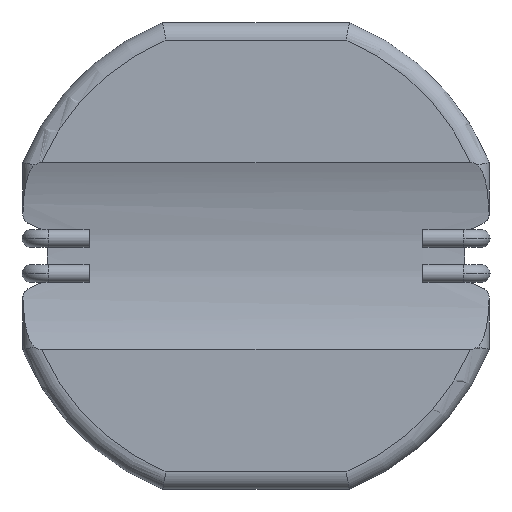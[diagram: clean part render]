
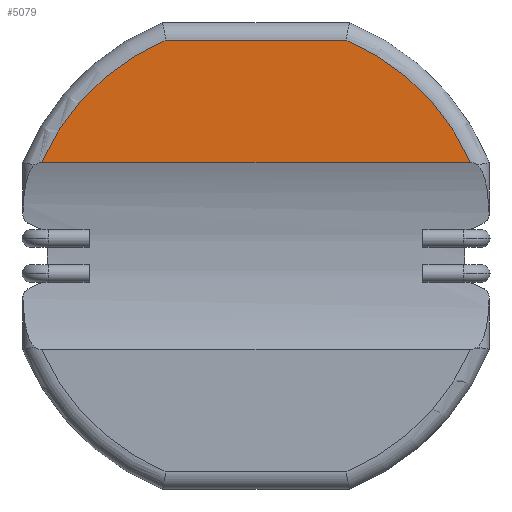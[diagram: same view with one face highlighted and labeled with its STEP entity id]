
A CAD part, front view. The second image highlights one B-rep face of the part: STEP entity #5079.
In plain terms, the highlighted planar face has unit normal (0, -1, 0).
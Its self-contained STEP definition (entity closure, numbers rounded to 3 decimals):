
#48 = EDGE_CURVE ( 'NONE', #4082, #7617, #5036, .T. ) ;
#56 = ORIENTED_EDGE ( 'NONE', *, *, #6781, .T. ) ;
#207 = AXIS2_PLACEMENT_3D ( 'NONE', #1101, #3042, #3134 ) ;
#285 = DIRECTION ( 'NONE',  ( 1., 0., 0. ) ) ;
#656 = DIRECTION ( 'NONE',  ( 0., 0., 1. ) ) ;
#921 = LINE ( 'NONE', #8217, #7357 ) ;
#945 = CARTESIAN_POINT ( 'NONE',  ( -3.675, 0., 1.6 ) ) ;
#959 = EDGE_CURVE ( 'NONE', #1229, #4082, #921, .T. ) ;
#1101 = CARTESIAN_POINT ( 'NONE',  ( 0., 0., 0. ) ) ;
#1229 = VERTEX_POINT ( 'NONE', #945 ) ;
#1290 = DIRECTION ( 'NONE',  ( 0., 0., 1. ) ) ;
#1527 = EDGE_CURVE ( 'NONE', #7617, #6325, #5993, .T. ) ;
#2122 = CARTESIAN_POINT ( 'NONE',  ( 3.675, 0., 1.6 ) ) ;
#2283 = ORIENTED_EDGE ( 'NONE', *, *, #1527, .T. ) ;
#2310 = ORIENTED_EDGE ( 'NONE', *, *, #959, .T. ) ;
#2927 = AXIS2_PLACEMENT_3D ( 'NONE', #7224, #5943, #656 ) ;
#3042 = DIRECTION ( 'NONE',  ( 0., -1., 0. ) ) ;
#3134 = DIRECTION ( 'NONE',  ( 0., 0., 1. ) ) ;
#3145 = CARTESIAN_POINT ( 'NONE',  ( 0., 0., 0. ) ) ;
#3408 = DIRECTION ( 'NONE',  ( -1., 0., 0. ) ) ;
#3480 = ORIENTED_EDGE ( 'NONE', *, *, #48, .T. ) ;
#3631 = VECTOR ( 'NONE', #3408, 1000. ) ;
#4082 = VERTEX_POINT ( 'NONE', #2122 ) ;
#4174 = CARTESIAN_POINT ( 'NONE',  ( 1.541, 0., 3.7 ) ) ;
#4387 = FACE_OUTER_BOUND ( 'NONE', #5170, .T. ) ;
#5036 = CIRCLE ( 'NONE', #207, 4.008 ) ;
#5079 = ADVANCED_FACE ( 'NONE', ( #4387 ), #5972, .F. ) ;
#5136 = DIRECTION ( 'NONE',  ( 0., 1., 0. ) ) ;
#5170 = EDGE_LOOP ( 'NONE', ( #56, #2310, #3480, #2283 ) ) ;
#5268 = AXIS2_PLACEMENT_3D ( 'NONE', #3145, #5136, #1290 ) ;
#5943 = DIRECTION ( 'NONE',  ( 0., -1., 0. ) ) ;
#5972 = PLANE ( 'NONE',  #5268 ) ;
#5993 = LINE ( 'NONE', #6720, #3631 ) ;
#6325 = VERTEX_POINT ( 'NONE', #8472 ) ;
#6720 = CARTESIAN_POINT ( 'NONE',  ( 0., 0., 3.7 ) ) ;
#6781 = EDGE_CURVE ( 'NONE', #6325, #1229, #7896, .T. ) ;
#7224 = CARTESIAN_POINT ( 'NONE',  ( 0., 0., 0. ) ) ;
#7357 = VECTOR ( 'NONE', #285, 1000. ) ;
#7617 = VERTEX_POINT ( 'NONE', #4174 ) ;
#7896 = CIRCLE ( 'NONE', #2927, 4.008 ) ;
#8217 = CARTESIAN_POINT ( 'NONE',  ( -4., 0., 1.6 ) ) ;
#8472 = CARTESIAN_POINT ( 'NONE',  ( -1.541, 0., 3.7 ) ) ;
